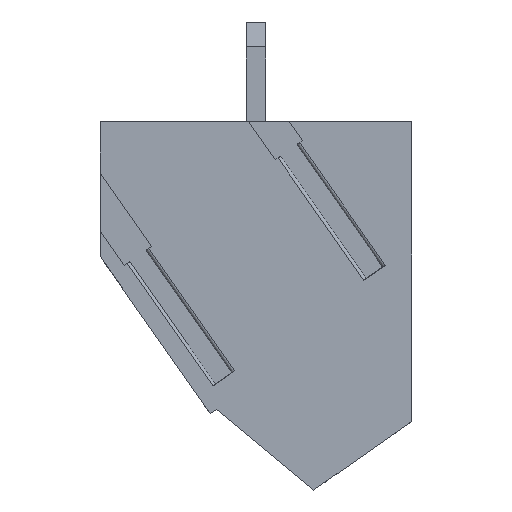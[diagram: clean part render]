
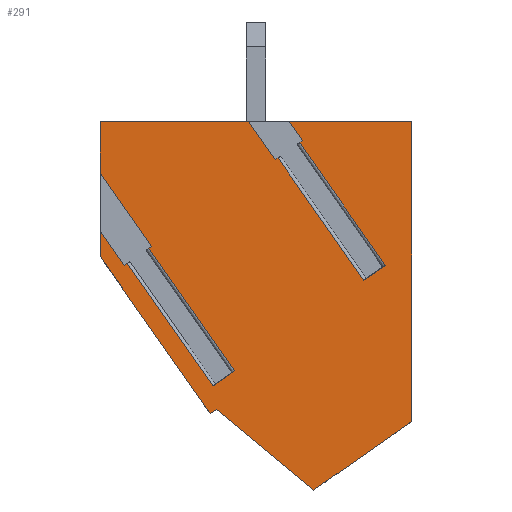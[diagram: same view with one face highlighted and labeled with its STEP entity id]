
A CAD part, left-side view. The second image highlights one B-rep face of the part: STEP entity #291.
In plain terms, the highlighted planar face has unit normal (-1, 0, 0).
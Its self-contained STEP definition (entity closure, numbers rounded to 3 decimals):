
#291 = ADVANCED_FACE( '', ( #654 ), #655, .T. );
#654 = FACE_OUTER_BOUND( '', #1076, .T. );
#655 = PLANE( '', #1077 );
#1076 = EDGE_LOOP( '', ( #1895, #1896, #1897, #1898, #1899, #1900, #1901, #1902, #1903, #1904, #1905, #1906, #1907, #1908, #1909, #1910, #1911, #1912, #1913, #1914, #1915, #1916, #1917 ) );
#1077 = AXIS2_PLACEMENT_3D( '', #1918, #1919, #1920 );
#1895 = ORIENTED_EDGE( '', *, *, #2636, .F. );
#1896 = ORIENTED_EDGE( '', *, *, #2533, .T. );
#1897 = ORIENTED_EDGE( '', *, *, #2828, .T. );
#1898 = ORIENTED_EDGE( '', *, *, #2834, .T. );
#1899 = ORIENTED_EDGE( '', *, *, #2754, .T. );
#1900 = ORIENTED_EDGE( '', *, *, #2765, .T. );
#1901 = ORIENTED_EDGE( '', *, *, #2789, .T. );
#1902 = ORIENTED_EDGE( '', *, *, #2835, .T. );
#1903 = ORIENTED_EDGE( '', *, *, #2778, .F. );
#1904 = ORIENTED_EDGE( '', *, *, #2836, .T. );
#1905 = ORIENTED_EDGE( '', *, *, #2731, .T. );
#1906 = ORIENTED_EDGE( '', *, *, #2837, .T. );
#1907 = ORIENTED_EDGE( '', *, *, #2838, .F. );
#1908 = ORIENTED_EDGE( '', *, *, #2839, .T. );
#1909 = ORIENTED_EDGE( '', *, *, #2661, .F. );
#1910 = ORIENTED_EDGE( '', *, *, #2840, .T. );
#1911 = ORIENTED_EDGE( '', *, *, #2537, .T. );
#1912 = ORIENTED_EDGE( '', *, *, #2841, .F. );
#1913 = ORIENTED_EDGE( '', *, *, #2724, .T. );
#1914 = ORIENTED_EDGE( '', *, *, #2842, .T. );
#1915 = ORIENTED_EDGE( '', *, *, #2843, .T. );
#1916 = ORIENTED_EDGE( '', *, *, #2739, .F. );
#1917 = ORIENTED_EDGE( '', *, *, #2609, .T. );
#1918 = CARTESIAN_POINT( '', ( -15., 22.211, 15.645 ) );
#1919 = DIRECTION( '', ( -1., 0., 0. ) );
#1920 = DIRECTION( '', ( 0., -0.819, 0.574 ) );
#2533 = EDGE_CURVE( '', #3041, #3039, #3042, .T. );
#2537 = EDGE_CURVE( '', #3049, #3047, #3050, .T. );
#2609 = EDGE_CURVE( '', #3178, #3179, #3180, .T. );
#2636 = EDGE_CURVE( '', #3041, #3179, #3225, .T. );
#2661 = EDGE_CURVE( '', #3262, #3255, #3264, .T. );
#2724 = EDGE_CURVE( '', #3361, #3362, #3363, .T. );
#2731 = EDGE_CURVE( '', #3374, #3372, #3375, .F. );
#2739 = EDGE_CURVE( '', #3178, #3384, #3385, .F. );
#2754 = EDGE_CURVE( '', #3405, #3407, #3409, .T. );
#2765 = EDGE_CURVE( '', #3407, #3421, #3423, .T. );
#2778 = EDGE_CURVE( '', #3443, #3445, #3446, .T. );
#2789 = EDGE_CURVE( '', #3421, #3460, #3462, .T. );
#2828 = EDGE_CURVE( '', #3039, #3512, #3514, .T. );
#2834 = EDGE_CURVE( '', #3512, #3405, #3520, .T. );
#2835 = EDGE_CURVE( '', #3460, #3445, #3521, .T. );
#2836 = EDGE_CURVE( '', #3443, #3374, #3522, .T. );
#2837 = EDGE_CURVE( '', #3372, #3523, #3524, .T. );
#2838 = EDGE_CURVE( '', #3525, #3523, #3526, .F. );
#2839 = EDGE_CURVE( '', #3525, #3255, #3527, .T. );
#2840 = EDGE_CURVE( '', #3262, #3049, #3528, .T. );
#2841 = EDGE_CURVE( '', #3361, #3047, #3529, .T. );
#2842 = EDGE_CURVE( '', #3362, #3530, #3531, .F. );
#2843 = EDGE_CURVE( '', #3530, #3384, #3532, .T. );
#3039 = VERTEX_POINT( '', #3775 );
#3041 = VERTEX_POINT( '', #3778 );
#3042 = LINE( '', #3779, #3780 );
#3047 = VERTEX_POINT( '', #3787 );
#3049 = VERTEX_POINT( '', #3790 );
#3050 = LINE( '', #3791, #3792 );
#3178 = VERTEX_POINT( '', #3970 );
#3179 = VERTEX_POINT( '', #3971 );
#3180 = LINE( '', #3972, #3973 );
#3225 = LINE( '', #4033, #4034 );
#3255 = VERTEX_POINT( '', #4075 );
#3262 = VERTEX_POINT( '', #4085 );
#3264 = LINE( '', #4088, #4089 );
#3361 = VERTEX_POINT( '', #4232 );
#3362 = VERTEX_POINT( '', #4233 );
#3363 = LINE( '', #4234, #4235 );
#3372 = VERTEX_POINT( '', #4246 );
#3374 = VERTEX_POINT( '', #4248 );
#3375 = LINE( '', #4249, #4250 );
#3384 = VERTEX_POINT( '', #4262 );
#3385 = LINE( '', #4263, #4264 );
#3405 = VERTEX_POINT( '', #4292 );
#3407 = VERTEX_POINT( '', #4295 );
#3409 = LINE( '', #4298, #4299 );
#3421 = VERTEX_POINT( '', #4312 );
#3423 = LINE( '', #4315, #4316 );
#3443 = VERTEX_POINT( '', #4341 );
#3445 = VERTEX_POINT( '', #4344 );
#3446 = LINE( '', #4345, #4346 );
#3460 = VERTEX_POINT( '', #4367 );
#3462 = LINE( '', #4370, #4371 );
#3512 = VERTEX_POINT( '', #4441 );
#3514 = LINE( '', #4444, #4445 );
#3520 = LINE( '', #4451, #4452 );
#3521 = LINE( '', #4453, #4454 );
#3522 = LINE( '', #4455, #4456 );
#3523 = VERTEX_POINT( '', #4457 );
#3524 = LINE( '', #4458, #4459 );
#3525 = VERTEX_POINT( '', #4460 );
#3526 = LINE( '', #4461, #4462 );
#3527 = LINE( '', #4463, #4464 );
#3528 = LINE( '', #4465, #4466 );
#3529 = LINE( '', #4467, #4468 );
#3530 = VERTEX_POINT( '', #4469 );
#3531 = LINE( '', #4470, #4471 );
#3532 = LINE( '', #4472, #4473 );
#3775 = CARTESIAN_POINT( '', ( -15., 0., -5.434 ) );
#3778 = CARTESIAN_POINT( '', ( -15., 0., -4.418 ) );
#3779 = CARTESIAN_POINT( '', ( -15., 0., -5.434 ) );
#3780 = VECTOR( '', #4727, 1000. );
#3787 = CARTESIAN_POINT( '', ( -15., 0., -2.077 ) );
#3790 = CARTESIAN_POINT( '', ( -15., 0., 0. ) );
#3791 = CARTESIAN_POINT( '', ( -15., 0., -5.434 ) );
#3792 = VECTOR( '', #4731, 1000. );
#3970 = CARTESIAN_POINT( '', ( -15., -1.074, -5.706 ) );
#3971 = CARTESIAN_POINT( '', ( -15., -0.959, -5.787 ) );
#3972 = CARTESIAN_POINT( '', ( -15., 4.519, -9.622 ) );
#3973 = VECTOR( '', #4809, 1000. );
#4033 = CARTESIAN_POINT( '', ( -15., 16.733, 19.48 ) );
#4034 = VECTOR( '', #4843, 1000. );
#4075 = CARTESIAN_POINT( '', ( -15., -7.02, -1.543 ) );
#4085 = CARTESIAN_POINT( '', ( -15., -5.94, 0. ) );
#4088 = CARTESIAN_POINT( '', ( -15., 10.672, 23.725 ) );
#4089 = VECTOR( '', #4868, 1000. );
#4232 = CARTESIAN_POINT( '', ( -15., -2.058, -5.017 ) );
#4233 = CARTESIAN_POINT( '', ( -15., -1.943, -5.098 ) );
#4234 = CARTESIAN_POINT( '', ( -15., 4.519, -9.622 ) );
#4235 = VECTOR( '', #4924, 1000. );
#4246 = CARTESIAN_POINT( '', ( -15., -11.446, -5.768 ) );
#4248 = CARTESIAN_POINT( '', ( -15., -8.005, -0.853 ) );
#4249 = CARTESIAN_POINT( '', ( -15., -13.485, -8.68 ) );
#4250 = VECTOR( '', #4936, 1000. );
#4262 = CARTESIAN_POINT( '', ( -15., -4.516, -10.621 ) );
#4263 = CARTESIAN_POINT( '', ( -15., -7.815, -15.332 ) );
#4264 = VECTOR( '', #4943, 1000. );
#4292 = CARTESIAN_POINT( '', ( -15., -4.654, -11.558 ) );
#4295 = CARTESIAN_POINT( '', ( -15., -8.572, -14.8 ) );
#4298 = CARTESIAN_POINT( '', ( -15., -8.572, -14.8 ) );
#4299 = VECTOR( '', #4957, 1000. );
#4312 = CARTESIAN_POINT( '', ( -15., -12.5, -12.05 ) );
#4315 = CARTESIAN_POINT( '', ( -15., -12.5, -12.05 ) );
#4316 = VECTOR( '', #4975, 1000. );
#4341 = CARTESIAN_POINT( '', ( -15., -8.12, -0.772 ) );
#4344 = CARTESIAN_POINT( '', ( -15., -7.579, 0. ) );
#4345 = CARTESIAN_POINT( '', ( -15., 9.572, 24.495 ) );
#4346 = VECTOR( '', #4994, 1000. );
#4367 = CARTESIAN_POINT( '', ( -15., -12.5, 0. ) );
#4370 = CARTESIAN_POINT( '', ( -15., -12.5, 0. ) );
#4371 = VECTOR( '', #5003, 1000. );
#4441 = CARTESIAN_POINT( '', ( -15., -4.409, -11.73 ) );
#4444 = CARTESIAN_POINT( '', ( -15., -4.409, -11.73 ) );
#4445 = VECTOR( '', #5043, 1000. );
#4451 = CARTESIAN_POINT( '', ( -15., -4.654, -11.558 ) );
#4452 = VECTOR( '', #5047, 1000. );
#4453 = CARTESIAN_POINT( '', ( -15., 0., 0. ) );
#4454 = VECTOR( '', #5048, 1000. );
#4455 = CARTESIAN_POINT( '', ( -15., 4.519, -9.622 ) );
#4456 = VECTOR( '', #5049, 1000. );
#4457 = CARTESIAN_POINT( '', ( -15., -10.578, -6.376 ) );
#4458 = CARTESIAN_POINT( '', ( -15., 1.077, -14.537 ) );
#4459 = VECTOR( '', #5050, 1000. );
#4460 = CARTESIAN_POINT( '', ( -15., -7.136, -1.461 ) );
#4461 = CARTESIAN_POINT( '', ( -15., -12.616, -9.288 ) );
#4462 = VECTOR( '', #5051, 1000. );
#4463 = CARTESIAN_POINT( '', ( -15., 4.519, -9.622 ) );
#4464 = VECTOR( '', #5052, 1000. );
#4465 = CARTESIAN_POINT( '', ( -15., 0., 0. ) );
#4466 = VECTOR( '', #5053, 1000. );
#4467 = CARTESIAN_POINT( '', ( -15., 15.634, 20.25 ) );
#4468 = VECTOR( '', #5054, 1000. );
#4469 = CARTESIAN_POINT( '', ( -15., -5.384, -10.013 ) );
#4470 = CARTESIAN_POINT( '', ( -15., -8.683, -14.724 ) );
#4471 = VECTOR( '', #5055, 1000. );
#4472 = CARTESIAN_POINT( '', ( -15., 1.077, -14.537 ) );
#4473 = VECTOR( '', #5056, 1000. );
#4727 = DIRECTION( '', ( 0., 0., -1. ) );
#4731 = DIRECTION( '', ( 0., 0., -1. ) );
#4809 = DIRECTION( '', ( 0., 0.819, -0.574 ) );
#4843 = DIRECTION( '', ( 0., -0.574, -0.819 ) );
#4868 = DIRECTION( '', ( 0., -0.574, -0.819 ) );
#4924 = DIRECTION( '', ( 0., 0.819, -0.574 ) );
#4936 = DIRECTION( '', ( 0., 0.574, 0.819 ) );
#4943 = DIRECTION( '', ( 0., 0.574, 0.819 ) );
#4957 = DIRECTION( '', ( 0., -0.77, -0.637 ) );
#4975 = DIRECTION( '', ( 0., -0.819, 0.574 ) );
#4994 = DIRECTION( '', ( 0., 0.574, 0.819 ) );
#5003 = DIRECTION( '', ( 0., 0., 1. ) );
#5043 = DIRECTION( '', ( 0., -0.574, -0.819 ) );
#5047 = DIRECTION( '', ( 0., -0.819, 0.574 ) );
#5048 = DIRECTION( '', ( 0., 1., 0. ) );
#5049 = DIRECTION( '', ( 0., 0.819, -0.574 ) );
#5050 = DIRECTION( '', ( 0., 0.819, -0.574 ) );
#5051 = DIRECTION( '', ( 0., 0.574, 0.819 ) );
#5052 = DIRECTION( '', ( 0., 0.819, -0.574 ) );
#5053 = DIRECTION( '', ( 0., 1., 0. ) );
#5054 = DIRECTION( '', ( 0., 0.574, 0.819 ) );
#5055 = DIRECTION( '', ( 0., 0.574, 0.819 ) );
#5056 = DIRECTION( '', ( 0., 0.819, -0.574 ) );
